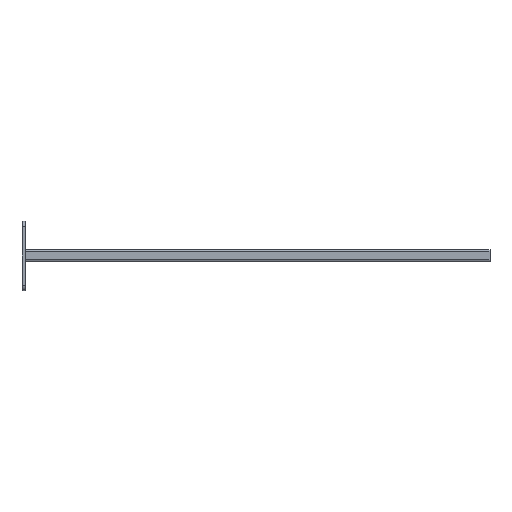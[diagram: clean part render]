
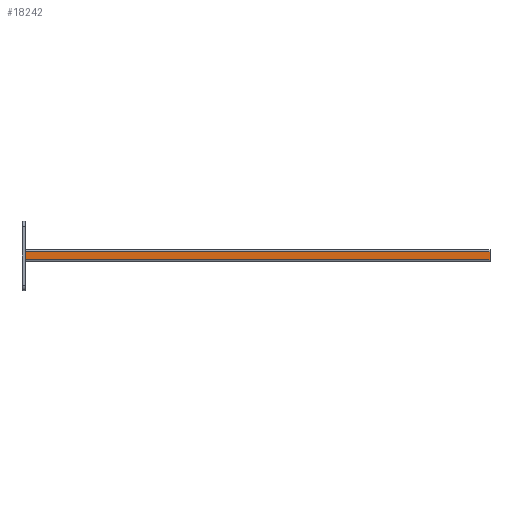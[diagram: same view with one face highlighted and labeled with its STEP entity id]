
A CAD part, front view. The second image highlights one B-rep face of the part: STEP entity #18242.
In plain terms, the highlighted face is planar.
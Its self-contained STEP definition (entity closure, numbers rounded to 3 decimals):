
#1736 = PLANE ( 'NONE',  #26353 ) ;
#3647 = VECTOR ( 'NONE', #42032, 1000. ) ;
#4987 = CARTESIAN_POINT ( 'NONE',  ( 20.5, 0., 0. ) ) ;
#5157 = CARTESIAN_POINT ( 'NONE',  ( 20.5, 3.75, 0. ) ) ;
#9366 = FACE_OUTER_BOUND ( 'NONE', #23328, .T. ) ;
#13330 = LINE ( 'NONE', #16547, #3647 ) ;
#13936 = ORIENTED_EDGE ( 'NONE', *, *, #23413, .T. ) ;
#14161 = EDGE_CURVE ( 'NONE', #15047, #37593, #13330, .T. ) ;
#15047 = VERTEX_POINT ( 'NONE', #33483 ) ;
#16547 = CARTESIAN_POINT ( 'NONE',  ( 20.5, 17.25, -400. ) ) ;
#18242 = ADVANCED_FACE ( 'NONE', ( #9366 ), #1736, .F. ) ;
#20617 = CARTESIAN_POINT ( 'NONE',  ( 20.5, 0., -800. ) ) ;
#21787 = ORIENTED_EDGE ( 'NONE', *, *, #25540, .F. ) ;
#22252 = DIRECTION ( 'NONE',  ( 0., 0., 1. ) ) ;
#22839 = VERTEX_POINT ( 'NONE', #5157 ) ;
#23328 = EDGE_LOOP ( 'NONE', ( #21787, #42770, #13936, #45135 ) ) ;
#23413 = EDGE_CURVE ( 'NONE', #23715, #15047, #33380, .T. ) ;
#23715 = VERTEX_POINT ( 'NONE', #37032 ) ;
#23925 = VECTOR ( 'NONE', #22252, 1000. ) ;
#25540 = EDGE_CURVE ( 'NONE', #22839, #37593, #28294, .T. ) ;
#25620 = LINE ( 'NONE', #32939, #23925 ) ;
#26353 = AXIS2_PLACEMENT_3D ( 'NONE', #27419, #41864, #42198 ) ;
#27419 = CARTESIAN_POINT ( 'NONE',  ( 20.5, 0., -400. ) ) ;
#28294 = LINE ( 'NONE', #4987, #31109 ) ;
#31109 = VECTOR ( 'NONE', #45129, 1000. ) ;
#31318 = CARTESIAN_POINT ( 'NONE',  ( 20.5, 17.25, 0. ) ) ;
#32939 = CARTESIAN_POINT ( 'NONE',  ( 20.5, 3.75, -400. ) ) ;
#33380 = LINE ( 'NONE', #20617, #41906 ) ;
#33483 = CARTESIAN_POINT ( 'NONE',  ( 20.5, 17.25, -800. ) ) ;
#37032 = CARTESIAN_POINT ( 'NONE',  ( 20.5, 3.75, -800. ) ) ;
#37265 = EDGE_CURVE ( 'NONE', #23715, #22839, #25620, .T. ) ;
#37593 = VERTEX_POINT ( 'NONE', #31318 ) ;
#41864 = DIRECTION ( 'NONE',  ( -1., 0., 0. ) ) ;
#41906 = VECTOR ( 'NONE', #46726, 1000. ) ;
#42032 = DIRECTION ( 'NONE',  ( 0., 0., 1. ) ) ;
#42198 = DIRECTION ( 'NONE',  ( 0., 0., -1. ) ) ;
#42770 = ORIENTED_EDGE ( 'NONE', *, *, #37265, .F. ) ;
#45129 = DIRECTION ( 'NONE',  ( 0., 1., 0. ) ) ;
#45135 = ORIENTED_EDGE ( 'NONE', *, *, #14161, .T. ) ;
#46726 = DIRECTION ( 'NONE',  ( 0., 1., 0. ) ) ;
